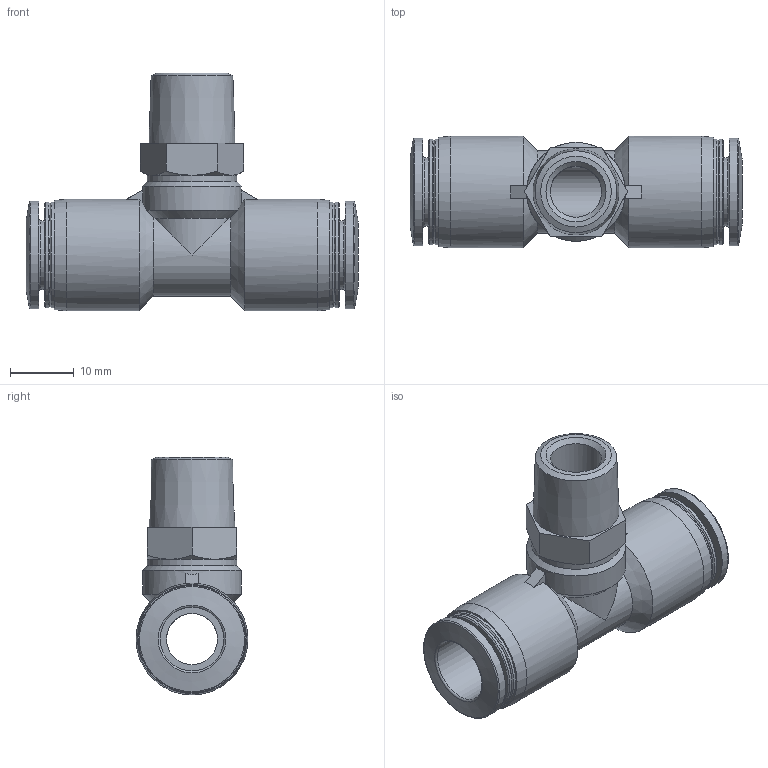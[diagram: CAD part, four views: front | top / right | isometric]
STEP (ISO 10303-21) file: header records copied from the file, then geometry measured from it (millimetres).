
FILE_DESCRIPTION(/* description */ ('STEP AP214'),/* implementation_level */ '2;1');
FILE_NAME(/* name */ '130798_QST-1_4-10-50',/* time_stamp */ '2024-09-14T16:24:58+02:00',/* author */ ('License CC BY-ND 4.0'),/* organization */ ('CADENAS'),/* preprocessor_version */ 'ST-DEVELOPER v19.3',/* originating_system */ 'PARTsolutions',/* authorisation */ ' ');
FILE_SCHEMA (('AUTOMOTIVE_DESIGN {1 0 10303 214 3 1 1}'));
Length unit declared in the file: millimetre
Products named in the file (1): 130798 QST-1/4-10-50
Bounding box: 52 x 17.5 x 37.25 mm (x, y, z)
Volume: 8935.6 mm3; surface area: 6634.8 mm2
Topology: 1 solids, 1 shells, 71 faces, 161 edges, 99 vertices
Faces by surface type: cone 24, plane 22, cylinder 19, torus 6
Full cylindrical faces by diameter (mm): 8 x2, 10 x2, 10.8 x2, 14 x1, 15.5 x1, 16.5 x4, 16.8 x2, 17.5 x2
Entity records: 2306 total; most frequent: CARTESIAN_POINT 368, DIRECTION 302, ORIENTED_EDGE 238, AXIS2_PLACEMENT_3D 139, EDGE_CURVE 119, EDGE_LOOP 118, FACE_BOUND 118, VERTEX_POINT 93
